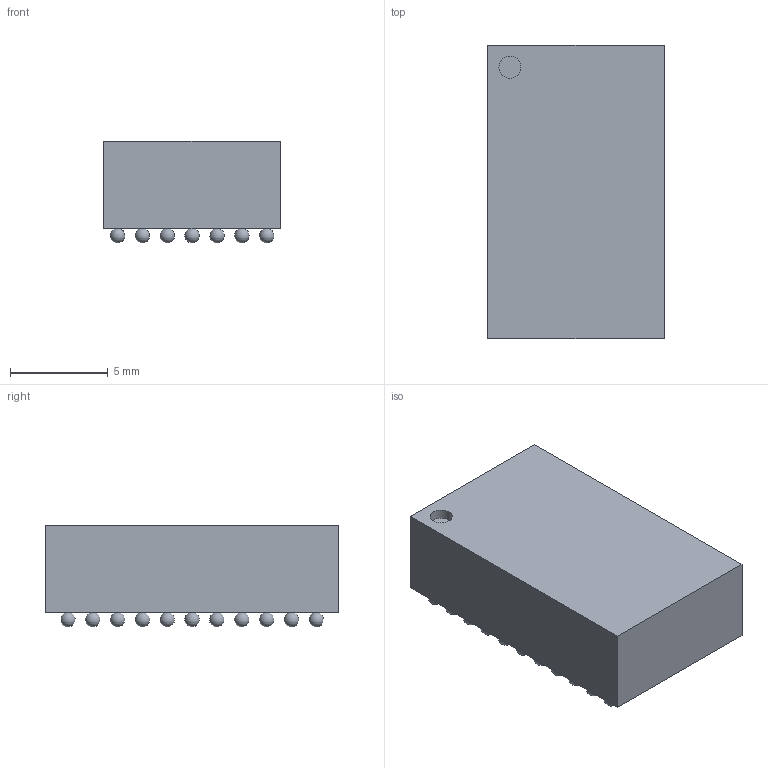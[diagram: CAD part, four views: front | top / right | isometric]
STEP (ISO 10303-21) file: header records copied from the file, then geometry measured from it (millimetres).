
FILE_DESCRIPTION(('FreeCAD Model'),'2;1');
FILE_NAME('1068646.1.1.stp','2020-04-09T20:50:03',( 'Author'),(''),'Open CASCADE STEP processor 6.9','FreeCAD','Unknown' );
FILE_SCHEMA(('AUTOMOTIVE_DESIGN { 1 0 10303 214 1 1 1 1 }'));
Length unit declared in the file: millimetre
Products named in the file (3): ASSEMBLY; Array; Body
Assembly tree (2 placements, depth 2):
  ASSEMBLY
    Array
    Body
Bounding box: 9 x 15 x 5.21 mm (x, y, z)
Volume: 618.6 mm3; surface area: 622 mm2
Topology: 78 solids, 78 shells, 85 faces, 246 edges, 164 vertices
Faces by surface type: sphere 77, plane 7, cylinder 1
Full cylindrical faces by diameter (mm): 1.125 x1
Entity records: 2072 total; most frequent: DIRECTION 223, CARTESIAN_POINT 220, AXIS2_PLACEMENT_3D 90, VERTEX_POINT 87, FACE_BOUND 86, ADVANCED_FACE 85, MANIFOLD_SOLID_BREP 78, CLOSED_SHELL 78
